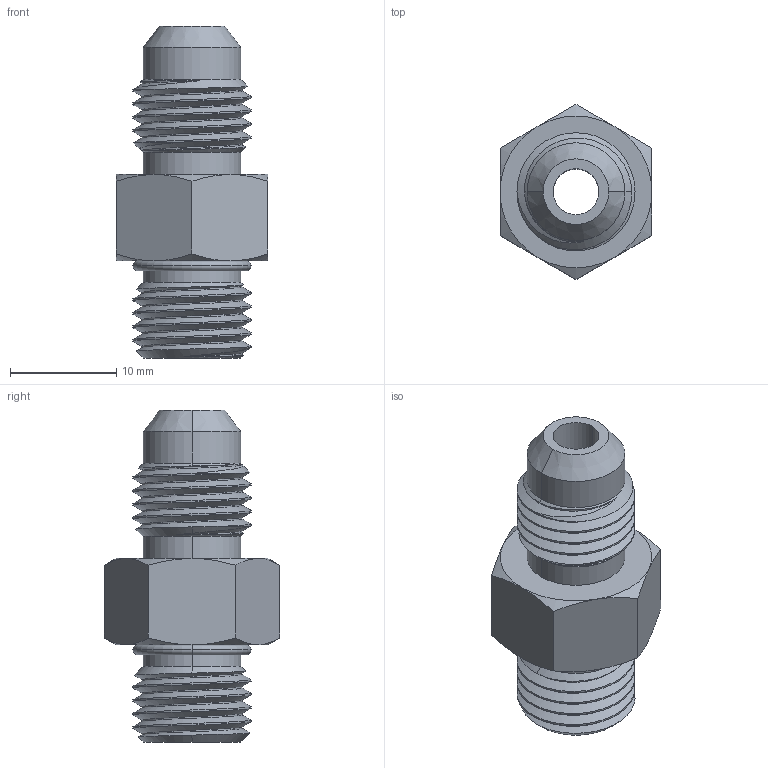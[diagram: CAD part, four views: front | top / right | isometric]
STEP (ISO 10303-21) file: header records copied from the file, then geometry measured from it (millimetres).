
FILE_DESCRIPTION (( 'STEP AP203' ), '1' );
FILE_NAME ('50715K837_37 Degree Flared Fitting for Stainless Steel Tubing.STEP', '2024-10-17T20:08:24', ( 'Administrator' ), ( 'Managed by Terraform' ), 'SwSTEP 2.0', 'SolidWorks 2017', '' );
FILE_SCHEMA (( 'CONFIG_CONTROL_DESIGN' ));
Length unit declared in the file: inch
Products named in the file (1): 50715K837_37 Degree Flared Fitting for Stainless Steel Tubing
Bounding box: 14.29 x 16.5 x 31.24 mm (x, y, z)
Volume: 2702.6 mm3; surface area: 2219.8 mm2
Topology: 2 solids, 2 shells, 71 faces, 174 edges, 107 vertices
Faces by surface type: cylinder 27, cone 24, plane 10, bspline 6, torus 4
Entity records: 4343 total; most frequent: CARTESIAN_POINT 2789, ORIENTED_EDGE 348, DIRECTION 265, EDGE_CURVE 174, AXIS2_PLACEMENT_3D 111, VERTEX_POINT 107, EDGE_LOOP 75, FACE_OUTER_BOUND 71
